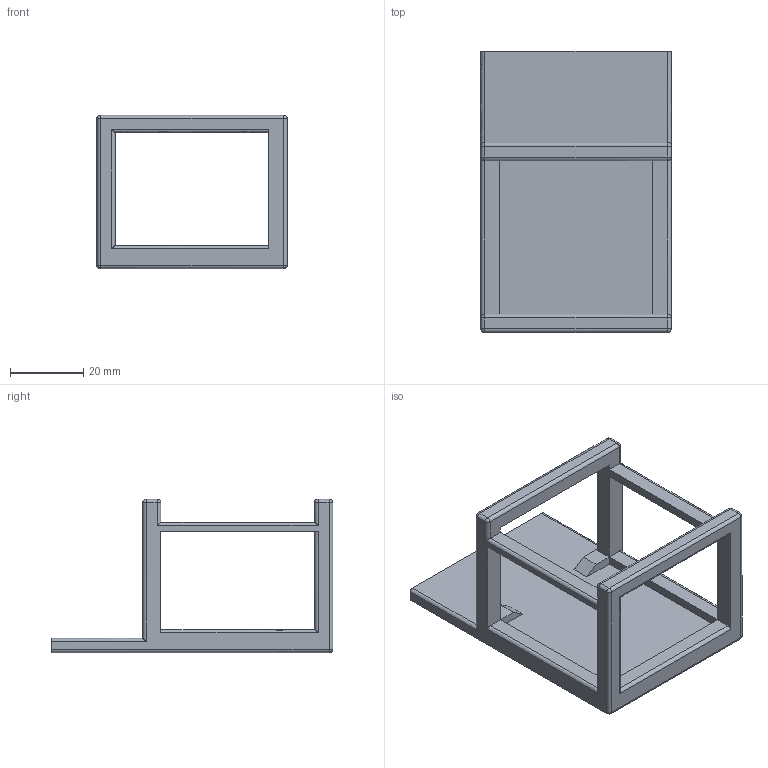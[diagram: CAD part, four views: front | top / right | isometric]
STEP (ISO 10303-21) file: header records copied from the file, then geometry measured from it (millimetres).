
FILE_DESCRIPTION(/* description */ (''),/* implementation_level */ '2;1');
FILE_NAME(/* name */ 'LefMotorHolder.step',/* time_stamp */ '2024-12-04T16:09:38+01:00',/* author */ (''),/* organization */ (''),/* preprocessor_version */ 'ST-DEVELOPER v20',/* originating_system */ 'Autodesk Translation Framework v13.20.0.188',/* authorisation */ '');
FILE_SCHEMA (('AUTOMOTIVE_DESIGN { 1 0 10303 214 3 1 1 }'));
Length unit declared in the file: millimetre
Products named in the file (1): Right motor holder
Bounding box: 52 x 77 x 41.96 mm (x, y, z)
Volume: 24090 mm3; surface area: 14926.7 mm2
Topology: 1 solids, 1 shells, 79 faces, 191 edges, 109 vertices
Faces by surface type: plane 35, bspline 31, cylinder 13
Entity records: 2710 total; most frequent: CARTESIAN_POINT 925, ORIENTED_EDGE 382, DIRECTION 344, EDGE_CURVE 191, LINE 136, VECTOR 136, VERTEX_POINT 109, AXIS2_PLACEMENT_3D 104
